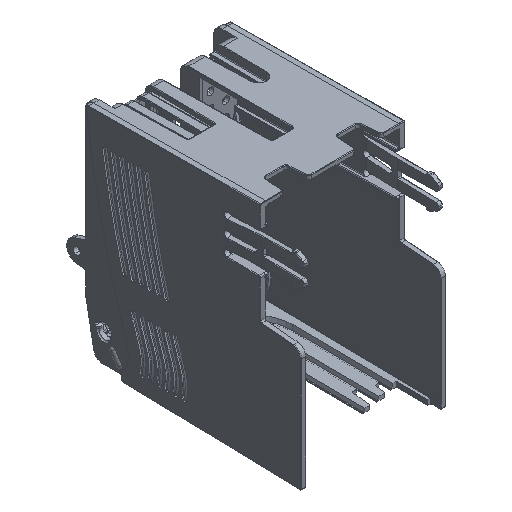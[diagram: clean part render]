
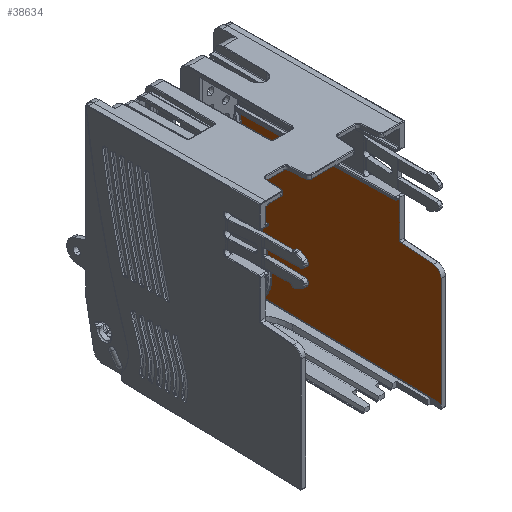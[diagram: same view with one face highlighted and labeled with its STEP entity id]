
A CAD part, isometric view. The second image highlights one B-rep face of the part: STEP entity #38634.
In plain terms, the highlighted planar face has unit normal (-1, -0.009, 0).
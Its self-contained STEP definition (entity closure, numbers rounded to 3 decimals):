
#5464=CARTESIAN_POINT('',(27.047,-59.1,10.799));
#5465=CARTESIAN_POINT('',(27.047,-59.07,10.782));
#5466=CARTESIAN_POINT('',(27.046,-59.006,10.755));
#5467=CARTESIAN_POINT('',(27.046,-58.936,10.745));
#5468=CARTESIAN_POINT('',(27.045,-58.902,10.745));
#5470=DIRECTION('',(0.009,-1.,-0.026));
#5471=VECTOR('',#5470,3.553);
#5472=CARTESIAN_POINT('',(27.144,-70.248,
-45.44));
#5473=LINE('',#5472,#5471);
#5474=DIRECTION('',(0.008,-1.,-0.019));
#5475=VECTOR('',#5474,0.048);
#5476=CARTESIAN_POINT('',(27.144,-70.2,
-45.439));
#5477=LINE('',#5476,#5475);
#5478=DIRECTION('',(0.009,-1.,-0.026));
#5479=VECTOR('',#5478,59.164);
#5480=CARTESIAN_POINT('',(26.628,-11.059,
-43.69));
#5481=LINE('',#5480,#5479);
#5482=DIRECTION('',(0.002,0.,-1.));
#5483=VECTOR('',#5482,0.021);
#5484=CARTESIAN_POINT('',(26.628,-11.059,
-43.669));
#5485=LINE('',#5484,#5483);
#5486=CARTESIAN_POINT('',(26.538,-1.043,
-36.189));
#5487=DIRECTION('',(1.,0.009,0.));
#5488=DIRECTION('',(0.008,-0.95,0.313));
#5489=AXIS2_PLACEMENT_3D('',#5486,#5487,#5488);
#5491=CARTESIAN_POINT('',(26.548,-1.937,10.248));
#5492=CARTESIAN_POINT('',(26.556,-2.842,5.446));
#5493=CARTESIAN_POINT('',(26.574,-4.864,
-4.105));
#5494=CARTESIAN_POINT('',(26.606,-8.527,
-18.295));
#5495=CARTESIAN_POINT('',(26.631,-11.382,
-27.631));
#5496=CARTESIAN_POINT('',(26.644,-12.914,
-32.271));
#5498=DIRECTION('',(-0.009,1.,-0.009));
#5499=VECTOR('',#5498,56.97);
#5500=CARTESIAN_POINT('',(27.045,-58.902,10.745));
#5501=LINE('',#5500,#5499);
#5625=DIRECTION('',(0.,0.,-1.));
#5626=VECTOR('',#5625,12.719);
#5627=CARTESIAN_POINT('',(27.047,-59.1,10.799));
#5628=LINE('',#5627,#5626);
#10687=DIRECTION('',(0.,0.,-1.));
#10688=VECTOR('',#10687,39.12);
#10689=CARTESIAN_POINT('',(27.175,-73.8,
-6.413));
#10690=LINE('',#10689,#10688);
#10699=CARTESIAN_POINT('',(27.151,-71.061,
-3.425));
#10700=CARTESIAN_POINT('',(27.155,-71.518,
-3.465));
#10701=CARTESIAN_POINT('',(27.162,-72.244,
-3.716));
#10702=CARTESIAN_POINT('',(27.169,-73.054,
-4.348));
#10703=CARTESIAN_POINT('',(27.174,-73.613,
-5.21));
#10704=CARTESIAN_POINT('',(27.175,-73.8,
-5.955));
#10705=CARTESIAN_POINT('',(27.175,-73.8,
-6.413));
#10707=DIRECTION('',(0.009,-0.996,-0.087));
#10708=VECTOR('',#10707,11.549);
#10709=CARTESIAN_POINT('',(27.051,-59.556,
-2.418));
#10710=LINE('',#10709,#10708);
#10715=CARTESIAN_POINT('',(27.047,-59.1,
-1.92));
#10716=CARTESIAN_POINT('',(27.047,-59.1,
-2.073));
#10717=CARTESIAN_POINT('',(27.048,-59.211,
-2.277));
#10718=CARTESIAN_POINT('',(27.05,-59.404,
-2.405));
#10719=CARTESIAN_POINT('',(27.051,-59.556,
-2.418));
#17591=DIRECTION('',(0.,0.,1.));
#17592=VECTOR('',#17591,0.2);
#17593=CARTESIAN_POINT('',(27.144,-70.2,
-45.439));
#17594=LINE('',#17593,#17592);
#24350=CARTESIAN_POINT('',(27.144,-70.2,
-45.439));
#24351=CARTESIAN_POINT('',(27.144,-70.2,
-45.239));
#24352=VERTEX_POINT('',#24350);
#24353=VERTEX_POINT('',#24351);
#24480=CARTESIAN_POINT('',(26.628,-11.059,
-43.69));
#24482=VERTEX_POINT('',#24480);
#24484=CARTESIAN_POINT('',(27.175,-73.8,
-45.533));
#24486=VERTEX_POINT('',#24484);
#24487=CARTESIAN_POINT('',(27.144,-70.248,
-45.44));
#24488=VERTEX_POINT('',#24487);
#24638=CARTESIAN_POINT('',(27.175,-73.8,
-6.413));
#24639=VERTEX_POINT('',#24638);
#26015=CARTESIAN_POINT('',(27.047,-59.1,
10.799));
#26016=VERTEX_POINT('',#26015);
#26017=CARTESIAN_POINT('',(27.047,-59.1,
-1.92));
#26018=VERTEX_POINT('',#26017);
#26019=VERTEX_POINT('',#10719);
#26020=CARTESIAN_POINT('',(27.151,-71.061,
-3.425));
#26021=VERTEX_POINT('',#26020);
#26047=VERTEX_POINT('',#5468);
#26060=CARTESIAN_POINT('',(26.548,-1.937,
10.248));
#26061=VERTEX_POINT('',#26060);
#26079=CARTESIAN_POINT('',(26.644,-12.914,
-32.271));
#26080=VERTEX_POINT('',#26079);
#27058=CARTESIAN_POINT('',(26.628,-11.059,
-43.669));
#27059=VERTEX_POINT('',#27058);
#38600=CARTESIAN_POINT('',(27.047,-59.1,
15.234));
#38601=DIRECTION('',(1.,0.009,0.));
#38602=DIRECTION('',(0.,0.,-1.));
#38603=AXIS2_PLACEMENT_3D('',#38600,#38601,#38602);
#38604=PLANE('',#38603);
#38606=ORIENTED_EDGE('',*,*,#38605,.F.);
#38608=ORIENTED_EDGE('',*,*,#38607,.T.);
#38610=ORIENTED_EDGE('',*,*,#38609,.T.);
#38612=ORIENTED_EDGE('',*,*,#38611,.T.);
#38614=ORIENTED_EDGE('',*,*,#38613,.T.);
#38616=ORIENTED_EDGE('',*,*,#38615,.T.);
#38618=ORIENTED_EDGE('',*,*,#38617,.F.);
#38620=ORIENTED_EDGE('',*,*,#38619,.F.);
#38622=ORIENTED_EDGE('',*,*,#38621,.T.);
#38624=ORIENTED_EDGE('',*,*,#38623,.F.);
#38626=ORIENTED_EDGE('',*,*,#38625,.F.);
#38627=ORIENTED_EDGE('',*,*,#38590,.F.);
#38629=ORIENTED_EDGE('',*,*,#38628,.F.);
#38631=ORIENTED_EDGE('',*,*,#38630,.F.);
#38632=EDGE_LOOP('',(#38606,#38608,#38610,#38612,#38614,#38616,#38618,#38620,
#38622,#38624,#38626,#38627,#38629,#38631));
#38633=FACE_OUTER_BOUND('',#38632,.F.);
#5469=B_SPLINE_CURVE_WITH_KNOTS('',3,(#5464,#5465,#5466,#5467,#5468),
.UNSPECIFIED.,.F.,.F.,(4,1,4),(0.,0.5,1.),.UNSPECIFIED.);
#5490=CIRCLE('',#5489,12.501);
#5497=B_SPLINE_CURVE_WITH_KNOTS('',3,(#5491,#5492,#5493,#5494,#5495,#5496),
.UNSPECIFIED.,.F.,.F.,(4,1,1,4),(0.,0.333,0.667,1.),
.UNSPECIFIED.);
#10706=B_SPLINE_CURVE_WITH_KNOTS('',3,(#10699,#10700,#10701,#10702,#10703,
#10704,#10705),.UNSPECIFIED.,.F.,.F.,(4,1,1,1,4),(0.,0.25,0.5,0.75,
1.),.UNSPECIFIED.);
#10720=B_SPLINE_CURVE_WITH_KNOTS('',3,(#10715,#10716,#10717,#10718,#10719),
.UNSPECIFIED.,.F.,.F.,(4,1,4),(0.,0.5,1.),.UNSPECIFIED.);
#38590=EDGE_CURVE('',#26080,#27059,#5490,.T.);
#38605=EDGE_CURVE('',#26016,#26047,#5469,.T.);
#38607=EDGE_CURVE('',#26016,#26018,#5628,.T.);
#38609=EDGE_CURVE('',#26018,#26019,#10720,.T.);
#38611=EDGE_CURVE('',#26019,#26021,#10710,.T.);
#38613=EDGE_CURVE('',#26021,#24639,#10706,.T.);
#38615=EDGE_CURVE('',#24639,#24486,#10690,.T.);
#38617=EDGE_CURVE('',#24488,#24486,#5473,.T.);
#38619=EDGE_CURVE('',#24352,#24488,#5477,.T.);
#38621=EDGE_CURVE('',#24352,#24353,#17594,.T.);
#38623=EDGE_CURVE('',#24482,#24353,#5481,.T.);
#38625=EDGE_CURVE('',#27059,#24482,#5485,.T.);
#38628=EDGE_CURVE('',#26061,#26080,#5497,.T.);
#38630=EDGE_CURVE('',#26047,#26061,#5501,.T.);
#38634=ADVANCED_FACE('',(#38633),#38604,.F.);
